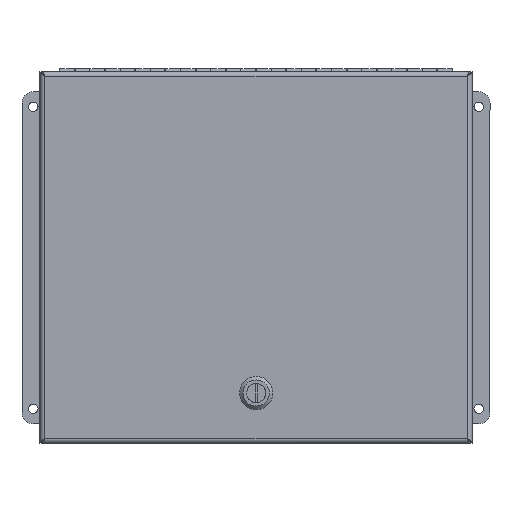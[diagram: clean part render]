
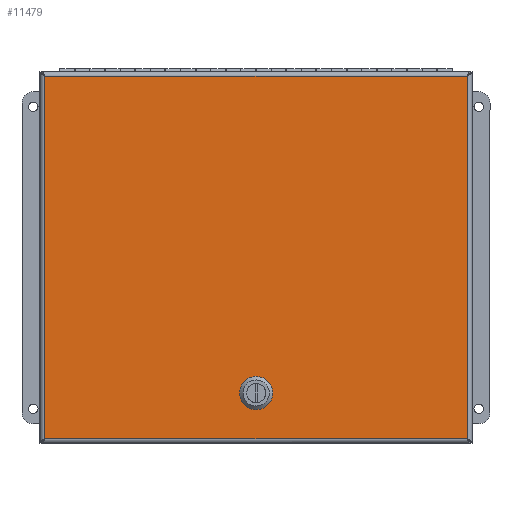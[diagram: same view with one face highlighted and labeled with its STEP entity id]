
A CAD part, top view. The second image highlights one B-rep face of the part: STEP entity #11479.
In plain terms, the highlighted face is planar.
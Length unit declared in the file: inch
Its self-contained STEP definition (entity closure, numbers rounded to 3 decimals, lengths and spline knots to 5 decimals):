
#237=FACE_BOUND('',#1835,.T.);
#324=CIRCLE('',#12459,0.45);
#326=CIRCLE('',#12463,0.45);
#328=CIRCLE('',#12467,0.45);
#330=CIRCLE('',#12471,0.45);
#1170=FACE_OUTER_BOUND('',#1834,.T.);
#1834=EDGE_LOOP('',(#7586,#7587,#7588,#7589));
#1835=EDGE_LOOP('',(#7590,#7591,#7592,#7593,#7594,#7595,#7596,#7597));
#2571=LINE('',#17016,#3650);
#2593=LINE('',#17197,#3672);
#2604=LINE('',#17383,#3683);
#2608=LINE('',#17395,#3687);
#2612=LINE('',#17407,#3691);
#2616=LINE('',#17418,#3695);
#2618=LINE('',#17422,#3697);
#2620=LINE('',#17425,#3699);
#3650=VECTOR('',#13599,0.3937);
#3672=VECTOR('',#13641,0.3937);
#3683=VECTOR('',#13670,0.3937);
#3687=VECTOR('',#13682,0.3937);
#3691=VECTOR('',#13694,0.3937);
#3695=VECTOR('',#13706,0.3937);
#3697=VECTOR('',#13712,0.3937);
#3699=VECTOR('',#13716,0.3937);
#4707=VERTEX_POINT('',#16891);
#4722=VERTEX_POINT('',#17015);
#4732=VERTEX_POINT('',#17112);
#4742=VERTEX_POINT('',#17191);
#4743=VERTEX_POINT('',#17373);
#4744=VERTEX_POINT('',#17374);
#4747=VERTEX_POINT('',#17382);
#4749=VERTEX_POINT('',#17388);
#4751=VERTEX_POINT('',#17394);
#4753=VERTEX_POINT('',#17400);
#4755=VERTEX_POINT('',#17406);
#4757=VERTEX_POINT('',#17412);
#5766=EDGE_CURVE('',#4722,#4707,#2571,.T.);
#5801=EDGE_CURVE('',#4732,#4742,#2593,.T.);
#5815=EDGE_CURVE('',#4743,#4744,#324,.T.);
#5819=EDGE_CURVE('',#4747,#4743,#2604,.T.);
#5822=EDGE_CURVE('',#4749,#4747,#326,.T.);
#5825=EDGE_CURVE('',#4751,#4749,#2608,.T.);
#5828=EDGE_CURVE('',#4753,#4751,#328,.T.);
#5831=EDGE_CURVE('',#4755,#4753,#2612,.T.);
#5834=EDGE_CURVE('',#4757,#4755,#330,.T.);
#5837=EDGE_CURVE('',#4744,#4757,#2616,.T.);
#5839=EDGE_CURVE('',#4742,#4722,#2618,.T.);
#5841=EDGE_CURVE('',#4707,#4732,#2620,.T.);
#7586=ORIENTED_EDGE('',*,*,#5801,.T.);
#7587=ORIENTED_EDGE('',*,*,#5839,.T.);
#7588=ORIENTED_EDGE('',*,*,#5766,.T.);
#7589=ORIENTED_EDGE('',*,*,#5841,.T.);
#7590=ORIENTED_EDGE('',*,*,#5815,.T.);
#7591=ORIENTED_EDGE('',*,*,#5837,.T.);
#7592=ORIENTED_EDGE('',*,*,#5834,.T.);
#7593=ORIENTED_EDGE('',*,*,#5831,.T.);
#7594=ORIENTED_EDGE('',*,*,#5828,.T.);
#7595=ORIENTED_EDGE('',*,*,#5825,.T.);
#7596=ORIENTED_EDGE('',*,*,#5822,.T.);
#7597=ORIENTED_EDGE('',*,*,#5819,.T.);
#10694=PLANE('',#12478);
#11479=ADVANCED_FACE('',(#1170,#237),#10694,.F.);
#12459=AXIS2_PLACEMENT_3D('',#17375,#13662,#13663);
#12463=AXIS2_PLACEMENT_3D('',#17389,#13675,#13676);
#12467=AXIS2_PLACEMENT_3D('',#17401,#13687,#13688);
#12471=AXIS2_PLACEMENT_3D('',#17413,#13699,#13700);
#12478=AXIS2_PLACEMENT_3D('',#17427,#13719,#13720);
#13599=DIRECTION('',(0.,1.,0.));
#13641=DIRECTION('',(0.,-1.,0.));
#13662=DIRECTION('center_axis',(0.,0.,1.));
#13663=DIRECTION('ref_axis',(-0.889,0.458,0.));
#13670=DIRECTION('',(-1.,0.,0.));
#13675=DIRECTION('center_axis',(0.,0.,1.));
#13676=DIRECTION('ref_axis',(0.458,0.889,0.));
#13682=DIRECTION('',(0.,1.,0.));
#13687=DIRECTION('center_axis',(0.,0.,1.));
#13688=DIRECTION('ref_axis',(0.889,-0.458,0.));
#13694=DIRECTION('',(1.,0.,0.));
#13699=DIRECTION('center_axis',(0.,0.,1.));
#13700=DIRECTION('ref_axis',(-0.458,-0.889,0.));
#13706=DIRECTION('',(0.,-1.,0.));
#13712=DIRECTION('',(-1.,0.,0.));
#13716=DIRECTION('',(1.,0.,0.));
#13719=DIRECTION('center_axis',(0.,0.,1.));
#13720=DIRECTION('ref_axis',(1.,0.,0.));
#16891=CARTESIAN_POINT('',(0.15275,14.15975,0.));
#17015=CARTESIAN_POINT('',(0.15275,0.15275,0.));
#17016=CARTESIAN_POINT('',(0.15275,3.6545,0.));
#17112=CARTESIAN_POINT('',(12.15975,14.15975,0.));
#17191=CARTESIAN_POINT('',(12.15975,0.15275,0.));
#17197=CARTESIAN_POINT('',(12.15975,10.658,0.));
#17373=CARTESIAN_POINT('',(10.44634,7.55625,0.));
#17374=CARTESIAN_POINT('',(10.2525,7.36241,0.));
#17375=CARTESIAN_POINT('Origin',(10.6525,7.15625,0.));
#17382=CARTESIAN_POINT('',(10.85866,7.55625,0.));
#17383=CARTESIAN_POINT('',(8.50745,7.55625,0.));
#17388=CARTESIAN_POINT('',(11.0525,7.36241,0.));
#17389=CARTESIAN_POINT('Origin',(10.6525,7.15625,0.));
#17394=CARTESIAN_POINT('',(11.0525,6.95009,0.));
#17395=CARTESIAN_POINT('',(11.0525,7.05317,0.));
#17400=CARTESIAN_POINT('',(10.85866,6.75625,0.));
#17401=CARTESIAN_POINT('Origin',(10.6525,7.15625,0.));
#17406=CARTESIAN_POINT('',(10.44634,6.75625,0.));
#17407=CARTESIAN_POINT('',(8.3013,6.75625,0.));
#17412=CARTESIAN_POINT('',(10.2525,6.95009,0.));
#17413=CARTESIAN_POINT('Origin',(10.6525,7.15625,0.));
#17418=CARTESIAN_POINT('',(10.2525,7.25933,0.));
#17422=CARTESIAN_POINT('',(9.158,0.15275,0.));
#17425=CARTESIAN_POINT('',(3.1545,14.15975,0.));
#17427=CARTESIAN_POINT('Origin',(6.15625,7.15625,0.));
